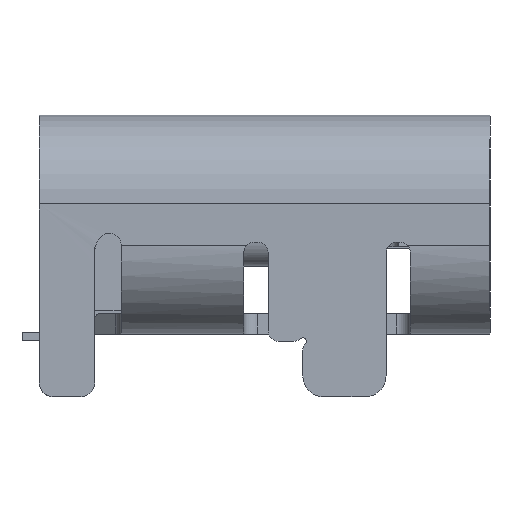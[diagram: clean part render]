
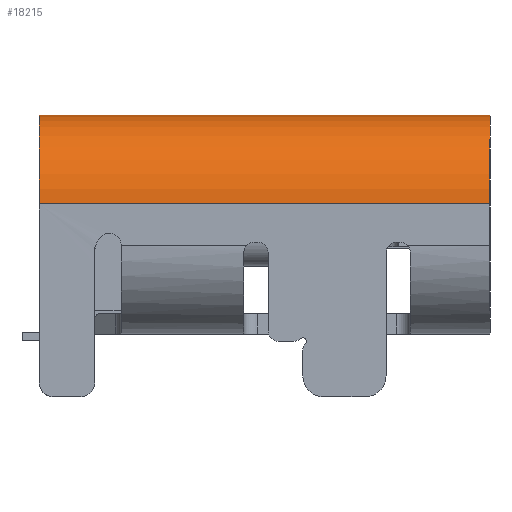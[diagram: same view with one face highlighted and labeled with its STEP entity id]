
A CAD part, left-side view. The second image highlights one B-rep face of the part: STEP entity #18215.
In plain terms, the highlighted cylindrical face has radius 1.28 mm (diameter 2.56 mm), a partial arc.
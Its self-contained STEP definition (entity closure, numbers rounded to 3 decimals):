
#780=CIRCLE('',#19565,1.28);
#781=CIRCLE('',#19566,1.28);
#1030=CYLINDRICAL_SURFACE('',#19564,1.28);
#1767=FACE_OUTER_BOUND('',#2751,.T.);
#2751=EDGE_LOOP('',(#15043,#15044,#15045,#15046));
#4553=LINE('',#28821,#6591);
#4557=LINE('',#28830,#6595);
#6591=VECTOR('',#23407,6.5);
#6595=VECTOR('',#23415,6.5);
#8378=VERTEX_POINT('',#28818);
#8379=VERTEX_POINT('',#28820);
#8381=VERTEX_POINT('',#28827);
#8382=VERTEX_POINT('',#28829);
#10718=EDGE_CURVE('',#8379,#8378,#4553,.T.);
#10722=EDGE_CURVE('',#8381,#8378,#780,.T.);
#10723=EDGE_CURVE('',#8381,#8382,#4557,.T.);
#10724=EDGE_CURVE('',#8379,#8382,#781,.T.);
#15043=ORIENTED_EDGE('',*,*,#10722,.F.);
#15044=ORIENTED_EDGE('',*,*,#10723,.T.);
#15045=ORIENTED_EDGE('',*,*,#10724,.F.);
#15046=ORIENTED_EDGE('',*,*,#10718,.T.);
#18215=ADVANCED_FACE('',(#1767),#1030,.T.);
#19564=AXIS2_PLACEMENT_3D('',#28826,#23411,#23412);
#19565=AXIS2_PLACEMENT_3D('',#28828,#23413,#23414);
#19566=AXIS2_PLACEMENT_3D('',#28831,#23416,#23417);
#23407=DIRECTION('',(0.,0.,-1.));
#23411=DIRECTION('center_axis',(0.,0.,-1.));
#23412=DIRECTION('ref_axis',(-1.,0.,0.));
#23413=DIRECTION('center_axis',(0.,0.,-1.));
#23414=DIRECTION('ref_axis',(0.,1.,0.));
#23415=DIRECTION('',(0.,0.,1.));
#23416=DIRECTION('center_axis',(0.,0.,1.));
#23417=DIRECTION('ref_axis',(1.,0.,0.));
#28818=CARTESIAN_POINT('',(4.47,0.393,-3.375));
#28820=CARTESIAN_POINT('',(4.47,0.393,3.125));
#28821=CARTESIAN_POINT('',(4.47,0.393,3.125));
#28826=CARTESIAN_POINT('Origin',(3.19,0.393,-1.875));
#28827=CARTESIAN_POINT('',(3.19,1.673,-3.375));
#28828=CARTESIAN_POINT('Origin',(3.19,0.393,-3.375));
#28829=CARTESIAN_POINT('',(3.19,1.673,3.125));
#28830=CARTESIAN_POINT('',(3.19,1.673,-3.375));
#28831=CARTESIAN_POINT('Origin',(3.19,0.393,3.125));
